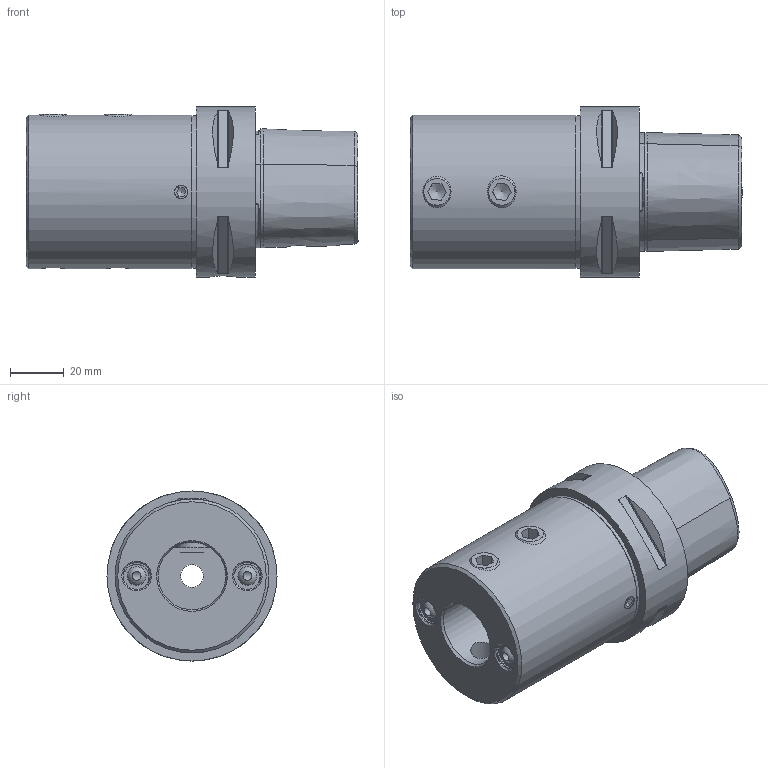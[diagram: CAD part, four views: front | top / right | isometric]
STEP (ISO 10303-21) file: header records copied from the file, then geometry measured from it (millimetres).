
FILE_DESCRIPTION(/* description */ (''),/* implementation_level */ '2;1');
FILE_NAME(/* name */ '06_25_290.stp',/* time_stamp */ '2021-09-30T09:51:30+02:00',/* author */ ('cad'),/* organization */ (''),/* preprocessor_version */ 'ST-DEVELOPER v18.1',/* originating_system */ 'Autodesk Inventor 2021',/* authorisation */ '');
FILE_SCHEMA (('AUTOMOTIVE_DESIGN { 1 0 10303 214 3 1 1 }'));
Length unit declared in the file: inch
Products named in the file (1): 06_25_290_Shrinkwrap_1
Bounding box: 123 x 63 x 63 mm (x, y, z)
Volume: 219877 mm3; surface area: 40027.1 mm2
Topology: 1 solids, 1 shells, 172 faces, 470 edges, 320 vertices
Faces by surface type: plane 67, cylinder 44, cone 39, bspline 12, torus 8, sphere 2
Full cylindrical faces by diameter (mm): 3.242 x2, 4.917 x3, 5 x1, 5.1 x2, 5.5 x2, 8.1 x2, 8.5 x1, 10 x3, 10.106 x2, 10.8 x2, 12 x2, 18.376 x1, 25 x1, 26 x1, 28 x2, 32 x1, 56.6 x1, 57 x1, 63 x1
Entity records: 7302 total; most frequent: CARTESIAN_POINT 2783, ORIENTED_EDGE 932, DIRECTION 840, EDGE_CURVE 466, AXIS2_PLACEMENT_3D 347, VERTEX_POINT 320, EDGE_LOOP 212, CIRCLE 178
